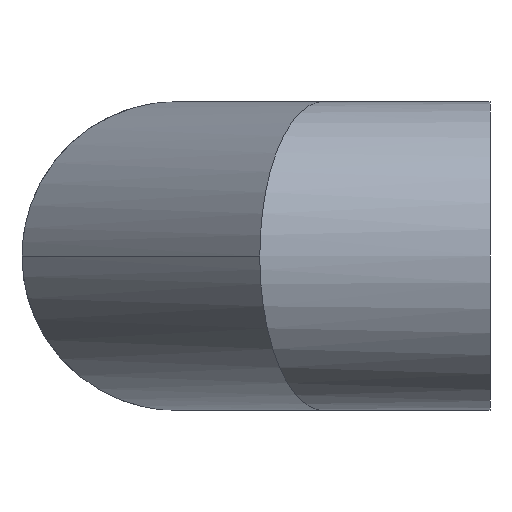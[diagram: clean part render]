
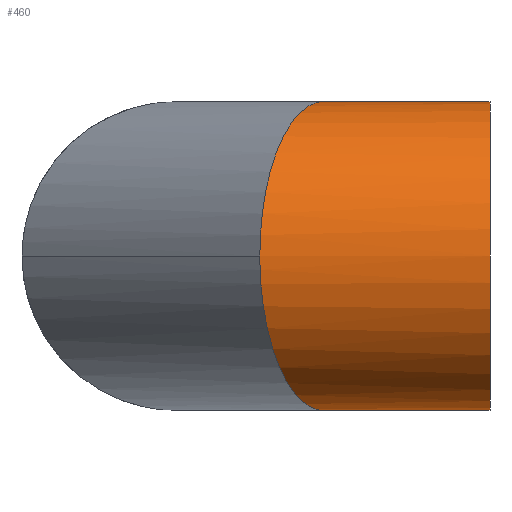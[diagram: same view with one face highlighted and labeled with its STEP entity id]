
A CAD part, left-side view. The second image highlights one B-rep face of the part: STEP entity #460.
In plain terms, the highlighted cylindrical face has radius 124.968 mm (diameter 249.936 mm), a partial arc.
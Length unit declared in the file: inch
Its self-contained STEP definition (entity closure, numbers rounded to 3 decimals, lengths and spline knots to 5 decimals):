
#27 =( BOUNDED_CURVE ( )  B_SPLINE_CURVE ( 3, ( #187, #112, #171, #166 ),
 .UNSPECIFIED., .F., .T. ) 
 B_SPLINE_CURVE_WITH_KNOTS ( ( 4, 4 ),
 ( 3.14159, 4.71239 ),
 .UNSPECIFIED. ) 
 CURVE ( )  GEOMETRIC_REPRESENTATION_ITEM ( )  RATIONAL_B_SPLINE_CURVE ( ( 1., 0.805, 0.805, 1. ) ) 
 REPRESENTATION_ITEM ( '' )  );
#29 = DIRECTION ( 'NONE',  ( 0., -1., 0. ) ) ;
#37 = VERTEX_POINT ( 'NONE', #439 ) ;
#52 = ORIENTED_EDGE ( 'NONE', *, *, #462, .F. ) ;
#60 = EDGE_CURVE ( 'NONE', #143, #478, #209, .T. ) ;
#68 = VECTOR ( 'NONE', #524, 39.37008 ) ;
#106 = DIRECTION ( 'NONE',  ( 0., 0., 1. ) ) ;
#112 = CARTESIAN_POINT ( 'NONE',  ( -4.92, 7.33793, 2.88207 ) ) ;
#117 = EDGE_CURVE ( 'NONE', #478, #37, #27, .T. ) ;
#134 = CARTESIAN_POINT ( 'NONE',  ( 0., 5.3, -4.92 ) ) ;
#135 = EDGE_LOOP ( 'NONE', ( #52, #186, #150, #260, #425 ) ) ;
#138 = VERTEX_POINT ( 'NONE', #149 ) ;
#139 = CARTESIAN_POINT ( 'NONE',  ( 0., 19.21586, -4.92 ) ) ;
#143 = VERTEX_POINT ( 'NONE', #134 ) ;
#147 = CARTESIAN_POINT ( 'NONE',  ( 0., 0., -4.92 ) ) ;
#149 = CARTESIAN_POINT ( 'NONE',  ( 0., 0., 4.92 ) ) ;
#150 = ORIENTED_EDGE ( 'NONE', *, *, #60, .F. ) ;
#152 = DIRECTION ( 'NONE',  ( 0., 1., 0. ) ) ;
#166 = CARTESIAN_POINT ( 'NONE',  ( 0., 5.3, 4.92 ) ) ;
#171 = CARTESIAN_POINT ( 'NONE',  ( -2.88207, 6.49379, 4.92 ) ) ;
#184 = LINE ( 'NONE', #447, #68 ) ;
#186 = ORIENTED_EDGE ( 'NONE', *, *, #117, .F. ) ;
#187 = CARTESIAN_POINT ( 'NONE',  ( -4.92, 7.33793, 0. ) ) ;
#189 = CIRCLE ( 'NONE', #344, 4.92 ) ;
#209 =( BOUNDED_CURVE ( )  B_SPLINE_CURVE ( 3, ( #243, #441, #368, #362 ),
 .UNSPECIFIED., .F., .T. ) 
 B_SPLINE_CURVE_WITH_KNOTS ( ( 4, 4 ),
 ( 1.5708, 3.14159 ),
 .UNSPECIFIED. ) 
 CURVE ( )  GEOMETRIC_REPRESENTATION_ITEM ( )  RATIONAL_B_SPLINE_CURVE ( ( 1., 0.805, 0.805, 1. ) ) 
 REPRESENTATION_ITEM ( '' )  );
#236 = EDGE_CURVE ( 'NONE', #143, #438, #335, .T. ) ;
#243 = CARTESIAN_POINT ( 'NONE',  ( 0., 5.3, -4.92 ) ) ;
#248 = DIRECTION ( 'NONE',  ( 0., 0., -1. ) ) ;
#260 = ORIENTED_EDGE ( 'NONE', *, *, #236, .T. ) ;
#313 = CARTESIAN_POINT ( 'NONE',  ( 0., 19.21586, 0. ) ) ;
#314 = DIRECTION ( 'NONE',  ( 0., -1., 0. ) ) ;
#335 = LINE ( 'NONE', #139, #522 ) ;
#344 = AXIS2_PLACEMENT_3D ( 'NONE', #444, #152, #106 ) ;
#354 = EDGE_CURVE ( 'NONE', #438, #138, #189, .T. ) ;
#362 = CARTESIAN_POINT ( 'NONE',  ( -4.92, 7.33793, 0. ) ) ;
#368 = CARTESIAN_POINT ( 'NONE',  ( -4.92, 7.33793, -2.88207 ) ) ;
#400 = CYLINDRICAL_SURFACE ( 'NONE', #459, 4.92 ) ;
#425 = ORIENTED_EDGE ( 'NONE', *, *, #354, .T. ) ;
#438 = VERTEX_POINT ( 'NONE', #147 ) ;
#439 = CARTESIAN_POINT ( 'NONE',  ( 0., 5.3, 4.92 ) ) ;
#441 = CARTESIAN_POINT ( 'NONE',  ( -2.88207, 6.49379, -4.92 ) ) ;
#444 = CARTESIAN_POINT ( 'NONE',  ( 0., 0., 0. ) ) ;
#447 = CARTESIAN_POINT ( 'NONE',  ( 0., 19.21586, 4.92 ) ) ;
#459 = AXIS2_PLACEMENT_3D ( 'NONE', #313, #314, #248 ) ;
#460 = ADVANCED_FACE ( 'NONE', ( #508 ), #400, .T. ) ;
#462 = EDGE_CURVE ( 'NONE', #37, #138, #184, .T. ) ;
#478 = VERTEX_POINT ( 'NONE', #485 ) ;
#485 = CARTESIAN_POINT ( 'NONE',  ( -4.92, 7.33793, 0. ) ) ;
#508 = FACE_OUTER_BOUND ( 'NONE', #135, .T. ) ;
#522 = VECTOR ( 'NONE', #29, 39.37008 ) ;
#524 = DIRECTION ( 'NONE',  ( 0., -1., 0. ) ) ;
